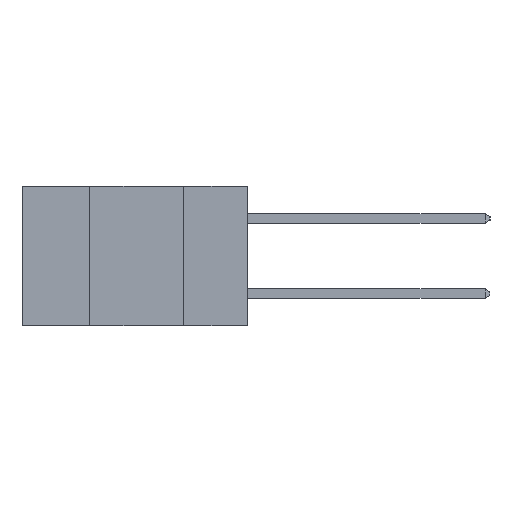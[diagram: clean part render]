
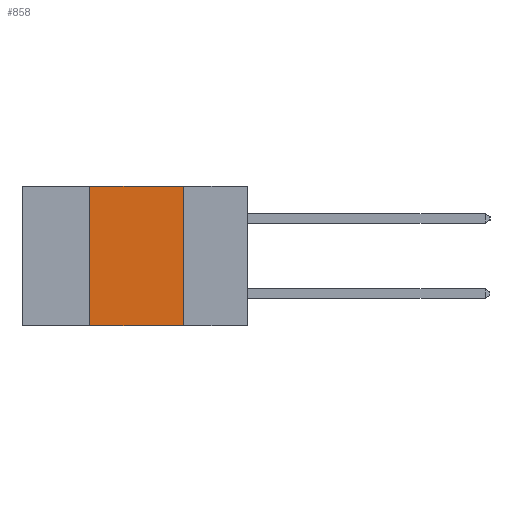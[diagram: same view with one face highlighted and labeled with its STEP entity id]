
A CAD part, left-side view. The second image highlights one B-rep face of the part: STEP entity #858.
In plain terms, the highlighted planar face has unit normal (-1, 0, 0).
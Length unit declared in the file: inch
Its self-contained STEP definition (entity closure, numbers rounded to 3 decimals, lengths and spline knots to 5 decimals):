
#100 = DIRECTION ( 'NONE',  ( 0., 0., -1. ) ) ;
#189 = EDGE_CURVE ( 'NONE', #5578, #5319, #5469, .T. ) ;
#711 = CARTESIAN_POINT ( 'NONE',  ( 0., 0.6, 0. ) ) ;
#858 = ADVANCED_FACE ( 'NONE', ( #2902 ), #3895, .F. ) ;
#1442 = DIRECTION ( 'NONE',  ( 1., 0., 0. ) ) ;
#1468 = VECTOR ( 'NONE', #9093, 39.37008 ) ;
#1997 = ORIENTED_EDGE ( 'NONE', *, *, #12273, .F. ) ;
#2111 = LINE ( 'NONE', #4141, #7418 ) ;
#2482 = ORIENTED_EDGE ( 'NONE', *, *, #11047, .F. ) ;
#2611 = VERTEX_POINT ( 'NONE', #9296 ) ;
#2902 = FACE_OUTER_BOUND ( 'NONE', #5932, .T. ) ;
#3895 = PLANE ( 'NONE',  #6342 ) ;
#4141 = CARTESIAN_POINT ( 'NONE',  ( 0., 0.17, 0. ) ) ;
#4203 = CARTESIAN_POINT ( 'NONE',  ( 0., 0.42, 0. ) ) ;
#4500 = VECTOR ( 'NONE', #7178, 39.37008 ) ;
#4676 = CARTESIAN_POINT ( 'NONE',  ( 0., 0.42, 0. ) ) ;
#4796 = CARTESIAN_POINT ( 'NONE',  ( 0., 0.17, -0.37 ) ) ;
#5319 = VERTEX_POINT ( 'NONE', #4796 ) ;
#5469 = LINE ( 'NONE', #5743, #8003 ) ;
#5578 = VERTEX_POINT ( 'NONE', #8135 ) ;
#5743 = CARTESIAN_POINT ( 'NONE',  ( 0., 0.6, -0.37 ) ) ;
#5932 = EDGE_LOOP ( 'NONE', ( #2482, #11422, #1997, #6584 ) ) ;
#6231 = CARTESIAN_POINT ( 'NONE',  ( 0., 0.6, 0. ) ) ;
#6323 = VERTEX_POINT ( 'NONE', #4676 ) ;
#6342 = AXIS2_PLACEMENT_3D ( 'NONE', #711, #1442, #100 ) ;
#6476 = DIRECTION ( 'NONE',  ( 0., -1., 0. ) ) ;
#6584 = ORIENTED_EDGE ( 'NONE', *, *, #189, .T. ) ;
#7178 = DIRECTION ( 'NONE',  ( 0., 0., 1. ) ) ;
#7418 = VECTOR ( 'NONE', #10847, 39.37008 ) ;
#8003 = VECTOR ( 'NONE', #6476, 39.37008 ) ;
#8135 = CARTESIAN_POINT ( 'NONE',  ( 0., 0.42, -0.37 ) ) ;
#9093 = DIRECTION ( 'NONE',  ( 0., -1., 0. ) ) ;
#9296 = CARTESIAN_POINT ( 'NONE',  ( 0., 0.17, 0. ) ) ;
#9396 = LINE ( 'NONE', #6231, #1468 ) ;
#9852 = EDGE_CURVE ( 'NONE', #6323, #2611, #9396, .T. ) ;
#10214 = LINE ( 'NONE', #4203, #4500 ) ;
#10847 = DIRECTION ( 'NONE',  ( 0., 0., -1. ) ) ;
#11047 = EDGE_CURVE ( 'NONE', #2611, #5319, #2111, .T. ) ;
#11422 = ORIENTED_EDGE ( 'NONE', *, *, #9852, .F. ) ;
#12273 = EDGE_CURVE ( 'NONE', #5578, #6323, #10214, .T. ) ;
